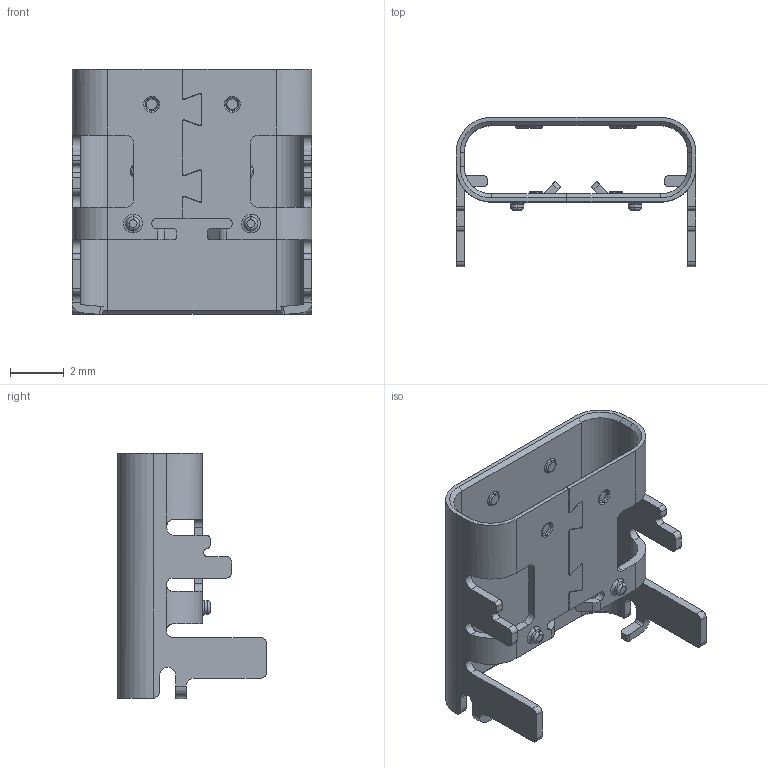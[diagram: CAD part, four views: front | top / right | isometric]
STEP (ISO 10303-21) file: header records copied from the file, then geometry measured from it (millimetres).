
FILE_DESCRIPTION(/* description */ (''),/* implementation_level */ '2;1');
FILE_NAME(/* name */ 'USB4085-GF-A_2.step',/* time_stamp */ '2020-11-02T11:20:48+01:00',/* author */ (''),/* organization */ (''),/* preprocessor_version */ 'ST-DEVELOPER v18.1',/* originating_system */ 'Autodesk Translation Framework v9.3.0.1241',/* authorisation */ '');
FILE_SCHEMA (('AUTOMOTIVE_DESIGN { 1 0 10303 214 3 1 1 }'));
Length unit declared in the file: millimetre
Products named in the file (2): (Nicht gespeichert); ÇÐ³ý-À­Éì1
Assembly tree (1 placements, depth 2):
  (Nicht gespeichert)
    ÇÐ³ý-À­Éì1
Bounding box: 8.95 x 5.56 x 9.15 mm (x, y, z)
Surface area: 366.5 mm2 (no closed solid volume)
Topology: 0 solids, 1 shells, 253 faces, 660 edges, 420 vertices
Faces by surface type: plane 100, cylinder 76, bspline 71, cone 6
Entity records: 23808 total; most frequent: CARTESIAN_POINT 17938, ORIENTED_EDGE 1316, DIRECTION 1104, EDGE_CURVE 660, VERTEX_POINT 420, AXIS2_PLACEMENT_3D 395, LINE 314, VECTOR 314
